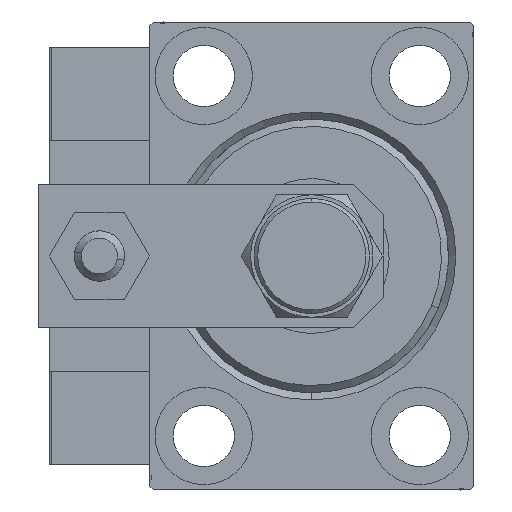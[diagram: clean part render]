
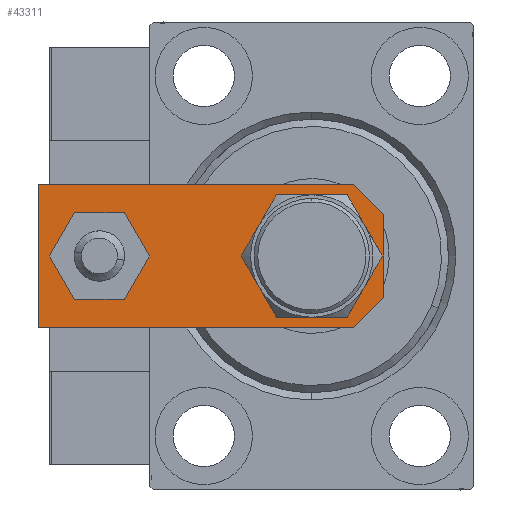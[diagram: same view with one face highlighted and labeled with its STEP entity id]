
A CAD part, left-side view. The second image highlights one B-rep face of the part: STEP entity #43311.
In plain terms, the highlighted face is planar.
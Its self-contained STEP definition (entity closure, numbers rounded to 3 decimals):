
#32 = CARTESIAN_POINT ( 'NONE',  ( -5.76, 0., 6. ) ) ;
#955 = ORIENTED_EDGE ( 'NONE', *, *, #24652, .T. ) ;
#1852 = FACE_OUTER_BOUND ( 'NONE', #18100, .T. ) ;
#2335 = CARTESIAN_POINT ( 'NONE',  ( -10., 48., 6. ) ) ;
#2653 = EDGE_CURVE ( 'NONE', #30132, #10837, #40980, .T. ) ;
#2917 = CARTESIAN_POINT ( 'NONE',  ( 10., 48., 6. ) ) ;
#3105 = EDGE_CURVE ( 'NONE', #46681, #21786, #22605, .T. ) ;
#4204 = ORIENTED_EDGE ( 'NONE', *, *, #46728, .F. ) ;
#4463 = EDGE_LOOP ( 'NONE', ( #10061, #37464 ) ) ;
#4947 = EDGE_CURVE ( 'NONE', #10837, #30132, #8450, .T. ) ;
#5736 = DIRECTION ( 'NONE',  ( 1., 0., 0. ) ) ;
#5997 = DIRECTION ( 'NONE',  ( 0., 0., 1. ) ) ;
#6619 = EDGE_CURVE ( 'NONE', #26565, #21328, #42993, .T. ) ;
#7122 = DIRECTION ( 'NONE',  ( 0.707, 0.707, 0. ) ) ;
#8335 = CARTESIAN_POINT ( 'NONE',  ( -10., 0., 6. ) ) ;
#8450 = CIRCLE ( 'NONE', #22676, 7.25 ) ;
#9128 = DIRECTION ( 'NONE',  ( 1., 0., 0. ) ) ;
#10061 = ORIENTED_EDGE ( 'NONE', *, *, #2653, .F. ) ;
#10408 = VECTOR ( 'NONE', #20945, 1000. ) ;
#10779 = DIRECTION ( 'NONE',  ( -1., 0., 0. ) ) ;
#10837 = VERTEX_POINT ( 'NONE', #46655 ) ;
#11056 = ORIENTED_EDGE ( 'NONE', *, *, #3105, .F. ) ;
#11359 = VERTEX_POINT ( 'NONE', #32 ) ;
#13902 = DIRECTION ( 'NONE',  ( 0., 0., 1. ) ) ;
#13948 = ORIENTED_EDGE ( 'NONE', *, *, #6619, .T. ) ;
#16189 = VECTOR ( 'NONE', #9128, 1000. ) ;
#16735 = LINE ( 'NONE', #32209, #10408 ) ;
#16949 = AXIS2_PLACEMENT_3D ( 'NONE', #49801, #13902, #40534 ) ;
#17050 = CARTESIAN_POINT ( 'NONE',  ( 0., 39.5, 6. ) ) ;
#17537 = LINE ( 'NONE', #29862, #31511 ) ;
#17827 = FACE_BOUND ( 'NONE', #4463, .T. ) ;
#18100 = EDGE_LOOP ( 'NONE', ( #33610, #19103, #44755, #45529, #955, #13948 ) ) ;
#18541 = CARTESIAN_POINT ( 'NONE',  ( 0., 10., 6. ) ) ;
#19103 = ORIENTED_EDGE ( 'NONE', *, *, #29296, .T. ) ;
#19409 = LINE ( 'NONE', #43021, #24858 ) ;
#19422 = DIRECTION ( 'NONE',  ( 1., 0., 0. ) ) ;
#20198 = DIRECTION ( 'NONE',  ( 0., 0., 1. ) ) ;
#20833 = CARTESIAN_POINT ( 'NONE',  ( 10., 0., 6. ) ) ;
#20945 = DIRECTION ( 'NONE',  ( 0.707, -0.707, 0. ) ) ;
#21328 = VERTEX_POINT ( 'NONE', #2335 ) ;
#21343 = CARTESIAN_POINT ( 'NONE',  ( -7.25, 10., 6. ) ) ;
#21521 = DIRECTION ( 'NONE',  ( 1., 0., 0. ) ) ;
#21786 = VERTEX_POINT ( 'NONE', #39421 ) ;
#22140 = CIRCLE ( 'NONE', #35495, 4. ) ;
#22605 = CIRCLE ( 'NONE', #23449, 4. ) ;
#22676 = AXIS2_PLACEMENT_3D ( 'NONE', #35664, #20198, #19422 ) ;
#23449 = AXIS2_PLACEMENT_3D ( 'NONE', #17050, #36703, #21521 ) ;
#24299 = VECTOR ( 'NONE', #10779, 1000. ) ;
#24382 = VERTEX_POINT ( 'NONE', #35013 ) ;
#24585 = LINE ( 'NONE', #8335, #16189 ) ;
#24652 = EDGE_CURVE ( 'NONE', #24382, #26565, #37336, .T. ) ;
#24858 = VECTOR ( 'NONE', #7122, 1000. ) ;
#25795 = DIRECTION ( 'NONE',  ( 1., 0., 0. ) ) ;
#26565 = VERTEX_POINT ( 'NONE', #41689 ) ;
#29081 = DIRECTION ( 'NONE',  ( 0., -1., 0. ) ) ;
#29296 = EDGE_CURVE ( 'NONE', #45791, #11359, #16735, .T. ) ;
#29862 = CARTESIAN_POINT ( 'NONE',  ( -10., 48., 6. ) ) ;
#30132 = VERTEX_POINT ( 'NONE', #21343 ) ;
#31511 = VECTOR ( 'NONE', #29081, 1000. ) ;
#32209 = CARTESIAN_POINT ( 'NONE',  ( -2.88, -2.88, 6. ) ) ;
#32834 = VECTOR ( 'NONE', #41526, 1000. ) ;
#33489 = AXIS2_PLACEMENT_3D ( 'NONE', #18541, #5997, #5736 ) ;
#33610 = ORIENTED_EDGE ( 'NONE', *, *, #35434, .T. ) ;
#33823 = PLANE ( 'NONE',  #16949 ) ;
#33906 = CARTESIAN_POINT ( 'NONE',  ( 0., 39.5, 6. ) ) ;
#35013 = CARTESIAN_POINT ( 'NONE',  ( 10., 4.24, 6. ) ) ;
#35434 = EDGE_CURVE ( 'NONE', #21328, #45791, #17537, .T. ) ;
#35495 = AXIS2_PLACEMENT_3D ( 'NONE', #33906, #45970, #25795 ) ;
#35664 = CARTESIAN_POINT ( 'NONE',  ( 0., 10., 6. ) ) ;
#36703 = DIRECTION ( 'NONE',  ( 0., 0., 1. ) ) ;
#37246 = EDGE_LOOP ( 'NONE', ( #4204, #11056 ) ) ;
#37336 = LINE ( 'NONE', #20833, #32834 ) ;
#37464 = ORIENTED_EDGE ( 'NONE', *, *, #4947, .F. ) ;
#37592 = VERTEX_POINT ( 'NONE', #41340 ) ;
#37744 = FACE_BOUND ( 'NONE', #37246, .T. ) ;
#38870 = EDGE_CURVE ( 'NONE', #37592, #24382, #19409, .T. ) ;
#39421 = CARTESIAN_POINT ( 'NONE',  ( -4., 39.5, 6. ) ) ;
#40534 = DIRECTION ( 'NONE',  ( 1., 0., 0. ) ) ;
#40980 = CIRCLE ( 'NONE', #33489, 7.25 ) ;
#41340 = CARTESIAN_POINT ( 'NONE',  ( 5.76, 0., 6. ) ) ;
#41526 = DIRECTION ( 'NONE',  ( 0., 1., 0. ) ) ;
#41689 = CARTESIAN_POINT ( 'NONE',  ( 10., 48., 6. ) ) ;
#41925 = CARTESIAN_POINT ( 'NONE',  ( -10., 4.24, 6. ) ) ;
#42026 = CARTESIAN_POINT ( 'NONE',  ( 4., 39.5, 6. ) ) ;
#42320 = EDGE_CURVE ( 'NONE', #11359, #37592, #24585, .T. ) ;
#42993 = LINE ( 'NONE', #2917, #24299 ) ;
#43021 = CARTESIAN_POINT ( 'NONE',  ( 2.88, -2.88, 6. ) ) ;
#43311 = ADVANCED_FACE ( 'NONE', ( #37744, #1852, #17827 ), #33823, .T. ) ;
#44755 = ORIENTED_EDGE ( 'NONE', *, *, #42320, .T. ) ;
#45529 = ORIENTED_EDGE ( 'NONE', *, *, #38870, .T. ) ;
#45791 = VERTEX_POINT ( 'NONE', #41925 ) ;
#45970 = DIRECTION ( 'NONE',  ( 0., 0., 1. ) ) ;
#46655 = CARTESIAN_POINT ( 'NONE',  ( 7.25, 10., 6. ) ) ;
#46681 = VERTEX_POINT ( 'NONE', #42026 ) ;
#46728 = EDGE_CURVE ( 'NONE', #21786, #46681, #22140, .T. ) ;
#49801 = CARTESIAN_POINT ( 'NONE',  ( 0., 0., 6. ) ) ;
